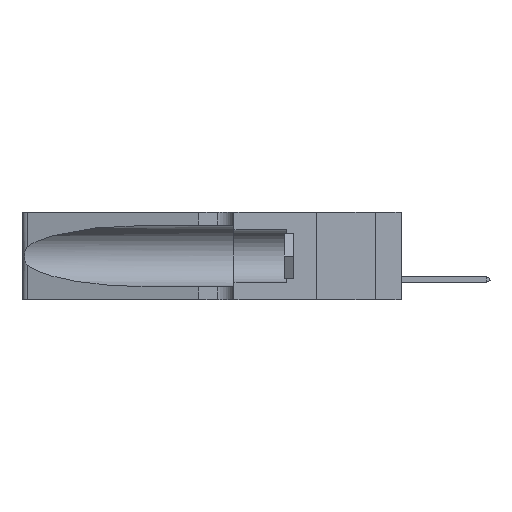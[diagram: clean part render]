
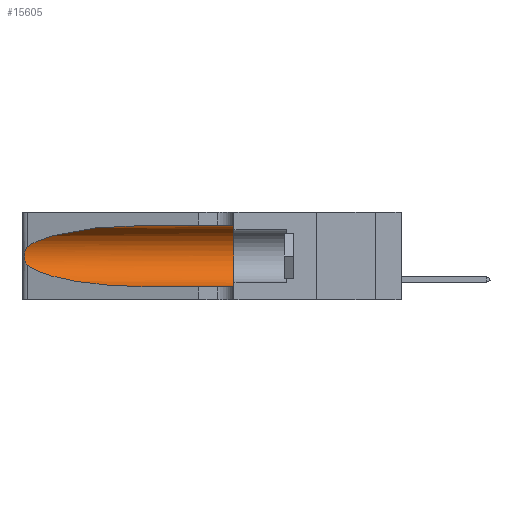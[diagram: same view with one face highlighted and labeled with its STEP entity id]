
A CAD part, left-side view. The second image highlights one B-rep face of the part: STEP entity #15605.
In plain terms, the highlighted cylindrical face has radius 3.308 mm (diameter 6.617 mm), a partial arc.
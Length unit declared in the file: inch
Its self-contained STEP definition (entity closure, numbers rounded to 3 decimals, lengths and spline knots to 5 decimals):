
#84 = EDGE_LOOP ( 'NONE', ( #9083, #13828, #5871, #25213, #26971, #4986 ) ) ;
#100 = VERTEX_POINT ( 'NONE', #20411 ) ;
#261 = CARTESIAN_POINT ( 'NONE',  ( 0.1305, 0.72297, 0.05475 ) ) ;
#324 = EDGE_CURVE ( 'NONE', #26619, #3274, #15234, .T. ) ;
#827 =( BOUNDED_CURVE ( )  B_SPLINE_CURVE ( 3, ( #8607, #10679, #12360, #261 ),
 .UNSPECIFIED., .F., .F. ) 
 B_SPLINE_CURVE_WITH_KNOTS ( ( 4, 4 ),
 ( 3.44316, 4.71239 ),
 .UNSPECIFIED. ) 
 CURVE ( )  GEOMETRIC_REPRESENTATION_ITEM ( )  RATIONAL_B_SPLINE_CURVE ( ( 1., 0.87, 0.87, 1. ) ) 
 REPRESENTATION_ITEM ( '' )  );
#2157 = CARTESIAN_POINT ( 'NONE',  ( 0.18966, 0.96281, 0.31525 ) ) ;
#2582 = CARTESIAN_POINT ( 'NONE',  ( 0.25639, 1.23184, 0.21858 ) ) ;
#2682 = CARTESIAN_POINT ( 'NONE',  ( 0.25854, 1.2359, 0.20912 ) ) ;
#3274 = VERTEX_POINT ( 'NONE', #4556 ) ;
#4495 = DIRECTION ( 'NONE',  ( 0., -1., 0. ) ) ;
#4556 = CARTESIAN_POINT ( 'NONE',  ( 0.25487, 1.22718, 0.22369 ) ) ;
#4986 = ORIENTED_EDGE ( 'NONE', *, *, #16383, .F. ) ;
#5871 = ORIENTED_EDGE ( 'NONE', *, *, #10024, .T. ) ;
#8184 = B_SPLINE_CURVE_WITH_KNOTS ( 'NONE', 3,
 ( #21432, #9062, #2582, #23577, #2682, #19317, #17009, #15279, #12991, #25537, #11041, #19224, #11128, #19125 ),
 .UNSPECIFIED., .F., .F.,
 ( 4, 2, 2, 2, 2, 2, 4 ),
 ( 0., 0.00027, 0.00053, 0.00107, 0.0016, 0.00187, 0.00214 ),
 .UNSPECIFIED. ) ;
#8607 = CARTESIAN_POINT ( 'NONE',  ( 0.25487, 1.22718, 0.14631 ) ) ;
#8678 = DIRECTION ( 'NONE',  ( 0., 0., 1. ) ) ;
#9062 = CARTESIAN_POINT ( 'NONE',  ( 0.25555, 1.22994, 0.2215 ) ) ;
#9083 = ORIENTED_EDGE ( 'NONE', *, *, #324, .T. ) ;
#10024 = EDGE_CURVE ( 'NONE', #12513, #26600, #827, .T. ) ;
#10540 = CARTESIAN_POINT ( 'NONE',  ( 0.2373, 1.15595, 0.28018 ) ) ;
#10679 = CARTESIAN_POINT ( 'NONE',  ( 0.2373, 1.15595, 0.08982 ) ) ;
#11041 = CARTESIAN_POINT ( 'NONE',  ( 0.25789, 1.23486, 0.15765 ) ) ;
#11128 = CARTESIAN_POINT ( 'NONE',  ( 0.25555, 1.22993, 0.14849 ) ) ;
#11188 = CYLINDRICAL_SURFACE ( 'NONE', #13718, 0.13025 ) ;
#12092 = VECTOR ( 'NONE', #4495, 39.37008 ) ;
#12360 = CARTESIAN_POINT ( 'NONE',  ( 0.18966, 0.96281, 0.05475 ) ) ;
#12513 = VERTEX_POINT ( 'NONE', #25754 ) ;
#12669 = DIRECTION ( 'NONE',  ( 0., -1., 0. ) ) ;
#12769 = CARTESIAN_POINT ( 'NONE',  ( 0.1305, 1.61858, 0.185 ) ) ;
#12908 = CARTESIAN_POINT ( 'NONE',  ( 0.1305, 1.61858, 0.05475 ) ) ;
#12991 = CARTESIAN_POINT ( 'NONE',  ( 0.26017, 1.23833, 0.17102 ) ) ;
#13718 = AXIS2_PLACEMENT_3D ( 'NONE', #12769, #12669, #25492 ) ;
#13828 = ORIENTED_EDGE ( 'NONE', *, *, #26932, .T. ) ;
#14426 = VECTOR ( 'NONE', #26041, 39.37008 ) ;
#14696 = CARTESIAN_POINT ( 'NONE',  ( 0.1305, 0.72297, 0.31525 ) ) ;
#15234 =( BOUNDED_CURVE ( )  B_SPLINE_CURVE ( 3, ( #25121, #2157, #10540, #25200 ),
 .UNSPECIFIED., .F., .F. ) 
 B_SPLINE_CURVE_WITH_KNOTS ( ( 4, 4 ),
 ( 1.5708, 2.84003 ),
 .UNSPECIFIED. ) 
 CURVE ( )  GEOMETRIC_REPRESENTATION_ITEM ( )  RATIONAL_B_SPLINE_CURVE ( ( 1., 0.87, 0.87, 1. ) ) 
 REPRESENTATION_ITEM ( '' )  );
#15279 = CARTESIAN_POINT ( 'NONE',  ( 0.26075, 1.23896, 0.178 ) ) ;
#15605 = ADVANCED_FACE ( 'NONE', ( #17005 ), #11188, .F. ) ;
#16245 = CARTESIAN_POINT ( 'NONE',  ( 0.1305, 0.35, 0.31525 ) ) ;
#16383 = EDGE_CURVE ( 'NONE', #26619, #17588, #17292, .T. ) ;
#16790 = CIRCLE ( 'NONE', #25634, 0.13025 ) ;
#17005 = FACE_OUTER_BOUND ( 'NONE', #84, .T. ) ;
#17009 = CARTESIAN_POINT ( 'NONE',  ( 0.26075, 1.23896, 0.19203 ) ) ;
#17023 = LINE ( 'NONE', #12908, #14426 ) ;
#17257 = DIRECTION ( 'NONE',  ( 0., 1., 0. ) ) ;
#17292 = LINE ( 'NONE', #19059, #12092 ) ;
#17588 = VERTEX_POINT ( 'NONE', #16245 ) ;
#19059 = CARTESIAN_POINT ( 'NONE',  ( 0.1305, 1.61858, 0.31525 ) ) ;
#19125 = CARTESIAN_POINT ( 'NONE',  ( 0.25487, 1.22718, 0.14631 ) ) ;
#19224 = CARTESIAN_POINT ( 'NONE',  ( 0.25639, 1.23186, 0.15144 ) ) ;
#19317 = CARTESIAN_POINT ( 'NONE',  ( 0.26018, 1.23835, 0.19895 ) ) ;
#20411 = CARTESIAN_POINT ( 'NONE',  ( 0.1305, 0.35, 0.05475 ) ) ;
#20696 = CARTESIAN_POINT ( 'NONE',  ( 0.1305, 0.72297, 0.05475 ) ) ;
#21432 = CARTESIAN_POINT ( 'NONE',  ( 0.25487, 1.22718, 0.22369 ) ) ;
#22973 = EDGE_CURVE ( 'NONE', #17588, #100, #16790, .T. ) ;
#23558 = CARTESIAN_POINT ( 'NONE',  ( 0.1305, 0.35, 0.185 ) ) ;
#23577 = CARTESIAN_POINT ( 'NONE',  ( 0.25787, 1.23484, 0.2124 ) ) ;
#24701 = EDGE_CURVE ( 'NONE', #26600, #100, #17023, .T. ) ;
#25121 = CARTESIAN_POINT ( 'NONE',  ( 0.1305, 0.72297, 0.31525 ) ) ;
#25200 = CARTESIAN_POINT ( 'NONE',  ( 0.25487, 1.22718, 0.22369 ) ) ;
#25213 = ORIENTED_EDGE ( 'NONE', *, *, #24701, .T. ) ;
#25492 = DIRECTION ( 'NONE',  ( 0., 0., -1. ) ) ;
#25537 = CARTESIAN_POINT ( 'NONE',  ( 0.25856, 1.23593, 0.16098 ) ) ;
#25634 = AXIS2_PLACEMENT_3D ( 'NONE', #23558, #17257, #8678 ) ;
#25754 = CARTESIAN_POINT ( 'NONE',  ( 0.25487, 1.22718, 0.14631 ) ) ;
#26041 = DIRECTION ( 'NONE',  ( 0., -1., 0. ) ) ;
#26600 = VERTEX_POINT ( 'NONE', #20696 ) ;
#26619 = VERTEX_POINT ( 'NONE', #14696 ) ;
#26932 = EDGE_CURVE ( 'NONE', #3274, #12513, #8184, .T. ) ;
#26971 = ORIENTED_EDGE ( 'NONE', *, *, #22973, .F. ) ;
